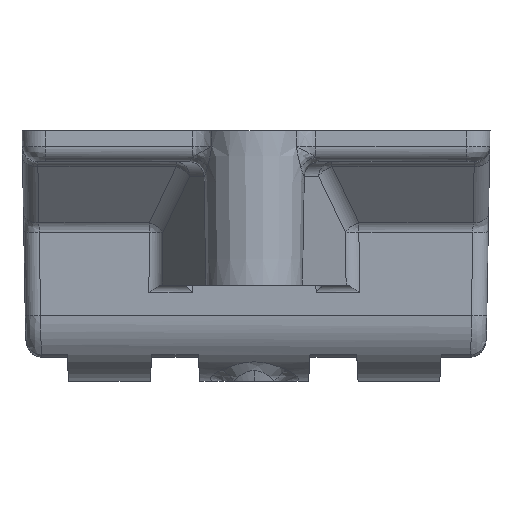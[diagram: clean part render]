
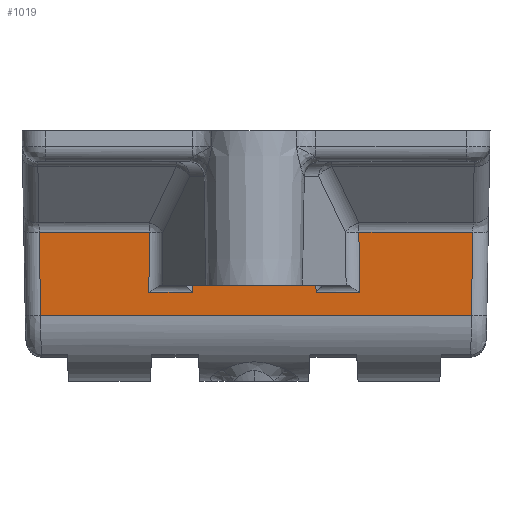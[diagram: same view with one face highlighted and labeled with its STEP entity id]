
A CAD part, left-side view. The second image highlights one B-rep face of the part: STEP entity #1019.
In plain terms, the highlighted planar face has unit normal (-0.999, 0, -0.052).
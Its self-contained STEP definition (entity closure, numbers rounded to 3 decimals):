
#199 = LINE ( 'NONE', #7280, #9262 ) ;
#282 = DIRECTION ( 'NONE',  ( 0.052, -0.01, -0.999 ) ) ;
#283 = DIRECTION ( 'NONE',  ( 0., 1., 0. ) ) ;
#314 = VECTOR ( 'NONE', #8485, 1000. ) ;
#404 = CARTESIAN_POINT ( 'NONE',  ( -9.224, 57.994, -0.448 ) ) ;
#409 = EDGE_CURVE ( 'NONE', #7430, #10371, #8108, .T. ) ;
#739 = ORIENTED_EDGE ( 'NONE', *, *, #1039, .T. ) ;
#769 = LINE ( 'NONE', #6978, #11129 ) ;
#953 = CARTESIAN_POINT ( 'NONE',  ( -9.553, 37.879, 5.84 ) ) ;
#1009 = EDGE_CURVE ( 'NONE', #5722, #3569, #6626, .T. ) ;
#1019 = ADVANCED_FACE ( 'NONE', ( #3529 ), #11336, .T. ) ;
#1039 = EDGE_CURVE ( 'NONE', #1542, #2696, #6221, .T. ) ;
#1124 = VECTOR ( 'NONE', #4010, 1000. ) ;
#1505 = VERTEX_POINT ( 'NONE', #10979 ) ;
#1542 = VERTEX_POINT ( 'NONE', #6438 ) ;
#2161 = CARTESIAN_POINT ( 'NONE',  ( -9.553, 16.662, 5.84 ) ) ;
#2174 = VECTOR ( 'NONE', #282, 1000. ) ;
#2280 = EDGE_CURVE ( 'NONE', #10949, #1505, #4792, .T. ) ;
#2304 = LINE ( 'NONE', #8630, #314 ) ;
#2407 = VECTOR ( 'NONE', #10072, 1000. ) ;
#2412 = ORIENTED_EDGE ( 'NONE', *, *, #409, .T. ) ;
#2478 = ORIENTED_EDGE ( 'NONE', *, *, #10318, .T. ) ;
#2578 = CARTESIAN_POINT ( 'NONE',  ( -9.553, 60., 5.84 ) ) ;
#2677 = DIRECTION ( 'NONE',  ( 0.052, 0.017, -0.998 ) ) ;
#2696 = VERTEX_POINT ( 'NONE', #5393 ) ;
#2976 = LINE ( 'NONE', #11276, #6096 ) ;
#3032 = EDGE_LOOP ( 'NONE', ( #11338, #7414, #2412, #5315, #4866, #7371, #739, #4555, #3876, #2478, #10093, #11711 ) ) ;
#3257 = CARTESIAN_POINT ( 'NONE',  ( -9.222, 60., -0.483 ) ) ;
#3529 = FACE_OUTER_BOUND ( 'NONE', #3032, .T. ) ;
#3569 = VERTEX_POINT ( 'NONE', #9882 ) ;
#3654 = LINE ( 'NONE', #10358, #4361 ) ;
#3688 = CARTESIAN_POINT ( 'NONE',  ( -9.145, 43.89, -1.948 ) ) ;
#3816 = LINE ( 'NONE', #404, #1124 ) ;
#3876 = ORIENTED_EDGE ( 'NONE', *, *, #1009, .T. ) ;
#4010 = DIRECTION ( 'NONE',  ( -0.052, 0.017, 0.998 ) ) ;
#4153 = VECTOR ( 'NONE', #11100, 1000. ) ;
#4361 = VECTOR ( 'NONE', #283, 1000. ) ;
#4555 = ORIENTED_EDGE ( 'NONE', *, *, #11047, .T. ) ;
#4792 = LINE ( 'NONE', #9302, #2407 ) ;
#4866 = ORIENTED_EDGE ( 'NONE', *, *, #6412, .T. ) ;
#5152 = VERTEX_POINT ( 'NONE', #9389 ) ;
#5293 = VERTEX_POINT ( 'NONE', #11516 ) ;
#5315 = ORIENTED_EDGE ( 'NONE', *, *, #11757, .T. ) ;
#5393 = CARTESIAN_POINT ( 'NONE',  ( -9.145, 38.272, -1.948 ) ) ;
#5399 = CARTESIAN_POINT ( 'NONE',  ( -9.553, 58.103, 5.84 ) ) ;
#5489 = DIRECTION ( 'NONE',  ( -0.999, 0., -0.052 ) ) ;
#5491 = AXIS2_PLACEMENT_3D ( 'NONE', #3257, #5489, #8825 ) ;
#5722 = VERTEX_POINT ( 'NONE', #3688 ) ;
#5779 = VECTOR ( 'NONE', #11420, 1000. ) ;
#5994 = EDGE_CURVE ( 'NONE', #8948, #10949, #199, .T. ) ;
#6096 = VECTOR ( 'NONE', #8520, 1000. ) ;
#6110 = CARTESIAN_POINT ( 'NONE',  ( -9.145, 60., -1.948 ) ) ;
#6144 = EDGE_CURVE ( 'NONE', #5293, #1542, #7688, .T. ) ;
#6221 = LINE ( 'NONE', #953, #7463 ) ;
#6412 = EDGE_CURVE ( 'NONE', #5152, #5293, #769, .T. ) ;
#6438 = CARTESIAN_POINT ( 'NONE',  ( -9.553, 37.879, 5.84 ) ) ;
#6626 = LINE ( 'NONE', #7744, #7184 ) ;
#6956 = CARTESIAN_POINT ( 'NONE',  ( -8.988, 2.085, -4.95 ) ) ;
#6978 = CARTESIAN_POINT ( 'NONE',  ( -9.145, 22.201, -1.948 ) ) ;
#7184 = VECTOR ( 'NONE', #8655, 1000. ) ;
#7280 = CARTESIAN_POINT ( 'NONE',  ( -9.224, 2.006, -0.448 ) ) ;
#7371 = ORIENTED_EDGE ( 'NONE', *, *, #6144, .T. ) ;
#7414 = ORIENTED_EDGE ( 'NONE', *, *, #7551, .T. ) ;
#7430 = VERTEX_POINT ( 'NONE', #8330 ) ;
#7463 = VECTOR ( 'NONE', #11619, 1000. ) ;
#7551 = EDGE_CURVE ( 'NONE', #8948, #7430, #2304, .T. ) ;
#7688 = LINE ( 'NONE', #2578, #4153 ) ;
#7744 = CARTESIAN_POINT ( 'NONE',  ( -9.145, 43.89, -1.948 ) ) ;
#8108 = LINE ( 'NONE', #2161, #2174 ) ;
#8180 = LINE ( 'NONE', #6110, #5779 ) ;
#8330 = CARTESIAN_POINT ( 'NONE',  ( -9.553, 16.662, 5.84 ) ) ;
#8485 = DIRECTION ( 'NONE',  ( 0., 1., 0. ) ) ;
#8520 = DIRECTION ( 'NONE',  ( 0., 1., 0. ) ) ;
#8630 = CARTESIAN_POINT ( 'NONE',  ( -9.553, 60., 5.84 ) ) ;
#8655 = DIRECTION ( 'NONE',  ( -0.052, -0.01, 0.999 ) ) ;
#8697 = VERTEX_POINT ( 'NONE', #5399 ) ;
#8825 = DIRECTION ( 'NONE',  ( -0.052, 0., 0.999 ) ) ;
#8948 = VERTEX_POINT ( 'NONE', #9809 ) ;
#9262 = VECTOR ( 'NONE', #2677, 1000. ) ;
#9302 = CARTESIAN_POINT ( 'NONE',  ( -8.988, 60., -4.95 ) ) ;
#9389 = CARTESIAN_POINT ( 'NONE',  ( -9.145, 22.201, -1.948 ) ) ;
#9809 = CARTESIAN_POINT ( 'NONE',  ( -9.553, 1.897, 5.84 ) ) ;
#9882 = CARTESIAN_POINT ( 'NONE',  ( -9.553, 43.811, 5.84 ) ) ;
#10072 = DIRECTION ( 'NONE',  ( 0., 1., 0. ) ) ;
#10093 = ORIENTED_EDGE ( 'NONE', *, *, #10337, .F. ) ;
#10318 = EDGE_CURVE ( 'NONE', #3569, #8697, #2976, .T. ) ;
#10337 = EDGE_CURVE ( 'NONE', #1505, #8697, #3816, .T. ) ;
#10358 = CARTESIAN_POINT ( 'NONE',  ( -9.145, 60., -1.948 ) ) ;
#10371 = VERTEX_POINT ( 'NONE', #11169 ) ;
#10949 = VERTEX_POINT ( 'NONE', #6956 ) ;
#10979 = CARTESIAN_POINT ( 'NONE',  ( -8.988, 57.915, -4.95 ) ) ;
#11047 = EDGE_CURVE ( 'NONE', #2696, #5722, #8180, .T. ) ;
#11100 = DIRECTION ( 'NONE',  ( 0., 1., 0. ) ) ;
#11129 = VECTOR ( 'NONE', #11563, 1000. ) ;
#11169 = CARTESIAN_POINT ( 'NONE',  ( -9.145, 16.583, -1.948 ) ) ;
#11276 = CARTESIAN_POINT ( 'NONE',  ( -9.553, 60., 5.84 ) ) ;
#11336 = PLANE ( 'NONE',  #5491 ) ;
#11338 = ORIENTED_EDGE ( 'NONE', *, *, #5994, .F. ) ;
#11420 = DIRECTION ( 'NONE',  ( 0., 1., 0. ) ) ;
#11516 = CARTESIAN_POINT ( 'NONE',  ( -9.553, 22.594, 5.84 ) ) ;
#11563 = DIRECTION ( 'NONE',  ( -0.052, 0.05, 0.997 ) ) ;
#11619 = DIRECTION ( 'NONE',  ( 0.052, 0.05, -0.997 ) ) ;
#11711 = ORIENTED_EDGE ( 'NONE', *, *, #2280, .F. ) ;
#11757 = EDGE_CURVE ( 'NONE', #10371, #5152, #3654, .T. ) ;
